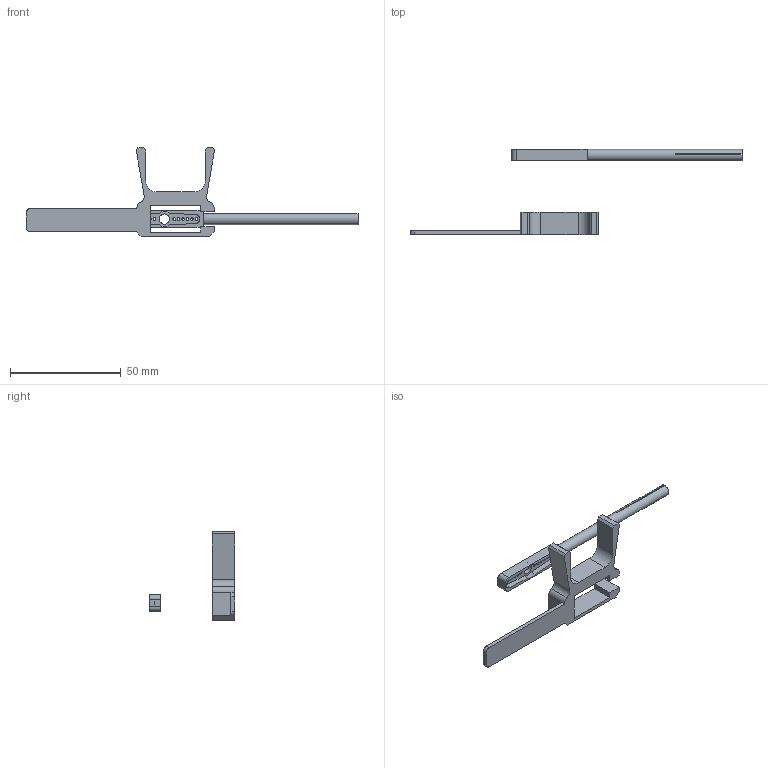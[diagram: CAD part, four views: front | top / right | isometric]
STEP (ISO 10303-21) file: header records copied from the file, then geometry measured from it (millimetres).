
FILE_DESCRIPTION(/* description */ (''),/* implementation_level */ '2;1');
FILE_NAME(/* name */ 'pole v2.step',/* time_stamp */ '2022-06-28T16:02:59+08:00',/* author */ (''),/* organization */ (''),/* preprocessor_version */ 'ST-DEVELOPER v19',/* originating_system */ 'Autodesk Translation Framework v11.7.0.108',/* authorisation */ '');
FILE_SCHEMA (('AUTOMOTIVE_DESIGN { 1 0 10303 214 3 1 1 }'));
Length unit declared in the file: millimetre
Products named in the file (1): pole
Bounding box: 150 x 38.45 x 40 mm (x, y, z)
Volume: 7620.3 mm3; surface area: 7226.3 mm2
Topology: 2 solids, 2 shells, 75 faces, 205 edges, 135 vertices
Faces by surface type: plane 47, cylinder 28
Full cylindrical faces by diameter (mm): 1.2 x12, 4.6 x1, 5 x1
Entity records: 2453 total; most frequent: DIRECTION 418, CARTESIAN_POINT 416, ORIENTED_EDGE 410, EDGE_CURVE 205, LINE 144, VECTOR 144, AXIS2_PLACEMENT_3D 137, VERTEX_POINT 135
